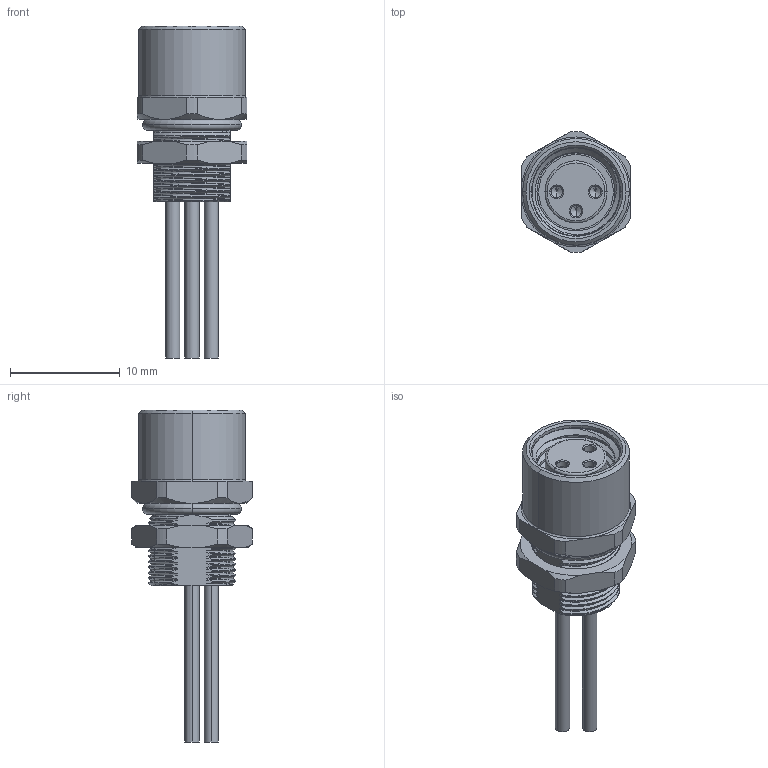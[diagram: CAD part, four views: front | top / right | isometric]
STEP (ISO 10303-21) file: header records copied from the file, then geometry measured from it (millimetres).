
FILE_DESCRIPTION((''),'2;1');
FILE_NAME('PRT0001','2023-08-20T',('gongcheng16'),(''),'PRO/ENGINEER BY PARAMETRIC TECHNOLOGY CORPORATION, 2010280','PRO/ENGINEER BY PARAMETRIC TECHNOLOGY CORPORATION, 2010280','');
FILE_SCHEMA(('CONFIG_CONTROL_DESIGN'));
Length unit declared in the file: millimetre
Products named in the file (1): PRT0001
Bounding box: 10 x 10.99 x 30.2 mm (x, y, z)
Surface area: 2426.7 mm2 (no closed solid volume)
Topology: 0 solids, 11 shells, 483 faces, 1208 edges, 762 vertices
Faces by surface type: cylinder 154, plane 128, bspline 95, cone 88, torus 18
Entity records: 30385 total; most frequent: CARTESIAN_POINT 19516, ORIENTED_EDGE 2392, DIRECTION 2005, EDGE_CURVE 1196, AXIS2_PLACEMENT_3D 765, VERTEX_POINT 762, EDGE_LOOP 528, FACE_OUTER_BOUND 483
